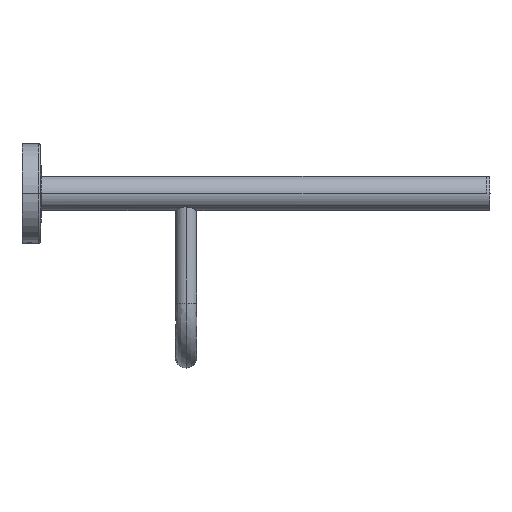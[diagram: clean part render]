
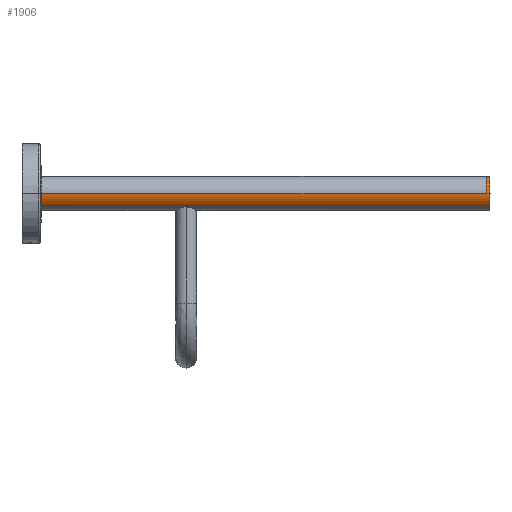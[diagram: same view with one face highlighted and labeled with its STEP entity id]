
A CAD part, front view. The second image highlights one B-rep face of the part: STEP entity #1906.
In plain terms, the highlighted cylindrical face has radius 9.5 mm (diameter 19 mm), a partial arc.
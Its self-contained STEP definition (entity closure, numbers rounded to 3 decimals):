
#201=CARTESIAN_POINT(' ',(-230.,-306.718,-6.718));
#202=VERTEX_POINT(' ',#201);
#216=CARTESIAN_POINT(' ',(-230.,-300.,0.));
#221=DIRECTION(' ',(1.,-0.,-0.));
#226=DIRECTION(' ',(0.,-1.,0.));
#231=AXIS2_PLACEMENT_3D(' ',#216,#221,#226);
#236=CIRCLE('',#231,9.5);
#241=CARTESIAN_POINT(' ',(-230.,-309.5,0.));
#242=VERTEX_POINT(' ',#241);
#246=EDGE_CURVE(' ',#242,#202,#236,.T.);
#566=CARTESIAN_POINT(' ',(-230.,-306.718,-6.718));
#571=DIRECTION(' ',(1.,0.,0.));
#576=VECTOR(' ',#571,1.);
#581=LINE('',#566,#576);
#586=CARTESIAN_POINT(' ',(17.774,-306.718,-6.718));
#587=VERTEX_POINT(' ',#586);
#591=EDGE_CURVE(' ',#202,#587,#581,.T.);
#1676=CARTESIAN_POINT(' ',(16.,-300.,0.));
#1681=DIRECTION(' ',(-1.,0.,0.));
#1686=DIRECTION(' ',(0.,-0.707,-0.707));
#1691=AXIS2_PLACEMENT_3D(' ',#1676,#1681,#1686);
#1696=CYLINDRICAL_SURFACE(' ',#1691,9.5);
#1701=ORIENTED_EDGE(' ',*,*,#591,.T.);
#1706=CARTESIAN_POINT(' ',(17.774,-299.998,0.001));
#1711=DIRECTION(' ',(1.,0.,0.));
#1716=DIRECTION(' ',(0.,-1.,0.));
#1721=AXIS2_PLACEMENT_3D(' ',#1706,#1711,#1716);
#1726=CIRCLE('',#1721,9.502);
#1731=CARTESIAN_POINT(' ',(17.774,-309.5,0.));
#1732=VERTEX_POINT(' ',#1731);
#1736=EDGE_CURVE(' ',#1732,#587,#1726,.T.);
#1741=ORIENTED_EDGE(' ',*,*,#1736,.F.);
#1746=CARTESIAN_POINT(' ',(17.774,-300.,0.));
#1751=DIRECTION(' ',(1.,0.,0.));
#1756=DIRECTION(' ',(0.,0.,1.));
#1761=AXIS2_PLACEMENT_3D(' ',#1746,#1751,#1756);
#1766=CIRCLE('',#1761,9.5);
#1771=CARTESIAN_POINT(' ',(17.774,-300.,9.5));
#1772=VERTEX_POINT(' ',#1771);
#1776=EDGE_CURVE(' ',#1772,#1732,#1766,.T.);
#1781=ORIENTED_EDGE(' ',*,*,#1776,.F.);
#1786=CARTESIAN_POINT(' ',(16.,-300.,9.5));
#1791=DIRECTION(' ',(1.,0.,0.));
#1796=VECTOR(' ',#1791,1.);
#1801=LINE('',#1786,#1796);
#1806=CARTESIAN_POINT(' ',(16.,-300.,9.5));
#1807=VERTEX_POINT(' ',#1806);
#1811=EDGE_CURVE(' ',#1807,#1772,#1801,.T.);
#1816=ORIENTED_EDGE(' ',*,*,#1811,.F.);
#1821=CARTESIAN_POINT(' ',(16.,-300.,0.));
#1826=DIRECTION(' ',(1.,0.,0.));
#1831=DIRECTION(' ',(0.,0.,1.));
#1836=AXIS2_PLACEMENT_3D(' ',#1821,#1826,#1831);
#1841=CIRCLE('',#1836,9.5);
#1846=CARTESIAN_POINT(' ',(16.,-309.5,0.));
#1847=VERTEX_POINT(' ',#1846);
#1851=EDGE_CURVE(' ',#1807,#1847,#1841,.T.);
#1856=ORIENTED_EDGE(' ',*,*,#1851,.T.);
#1861=CARTESIAN_POINT(' ',(16.,-309.5,0.));
#1866=DIRECTION(' ',(-1.,0.,0.));
#1871=VECTOR(' ',#1866,1.);
#1876=LINE('',#1861,#1871);
#1881=EDGE_CURVE(' ',#1847,#242,#1876,.T.);
#1886=ORIENTED_EDGE(' ',*,*,#1881,.T.);
#1891=ORIENTED_EDGE(' ',*,*,#246,.T.);
#1896=EDGE_LOOP(' ',(#1701,#1741,#1781,#1816,#1856,#1886,#1891));
#1901=FACE_OUTER_BOUND(' ',#1896,.T.);
#1906=ADVANCED_FACE('',(#1901),#1696,.T.);
